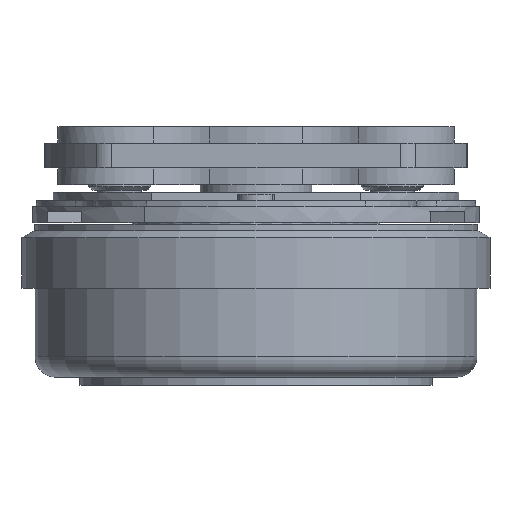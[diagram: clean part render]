
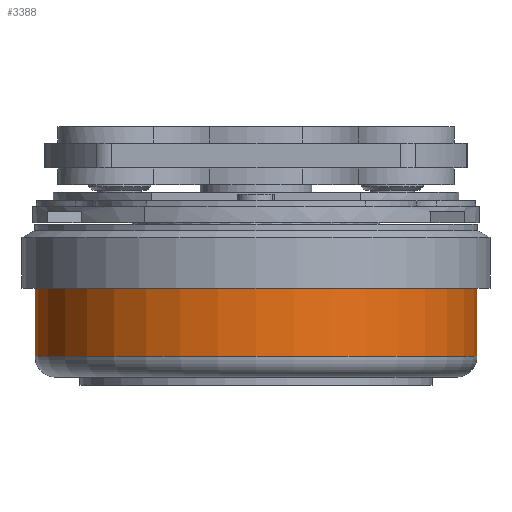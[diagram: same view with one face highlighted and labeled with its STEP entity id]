
A CAD part, front view. The second image highlights one B-rep face of the part: STEP entity #3388.
In plain terms, the highlighted cylindrical face has radius 53.35 mm (diameter 106.7 mm), a partial arc.
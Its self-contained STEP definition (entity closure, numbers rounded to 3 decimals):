
#903 = VERTEX_POINT ( 'NONE', #5302 ) ;
#910 = VERTEX_POINT ( 'NONE', #5344 ) ;
#911 = VERTEX_POINT ( 'NONE', #5334 ) ;
#913 = EDGE_CURVE ( 'NONE', #910, #903, #5327, .T. ) ;
#933 = EDGE_CURVE ( 'NONE', #911, #1015, #5362, .T. ) ;
#1015 = VERTEX_POINT ( 'NONE', #5492 ) ;
#3336 = ORIENTED_EDGE ( 'NONE', *, *, #3337, .T. ) ;
#3337 = EDGE_CURVE ( 'NONE', #903, #1015, #8045, .T. ) ;
#3353 = EDGE_CURVE ( 'NONE', #911, #910, #8209, .T. ) ;
#3388 = ADVANCED_FACE ( 'NONE', ( #8136 ), #8133, .T. ) ;
#3389 = EDGE_LOOP ( 'NONE', ( #3390, #3391, #3392, #3336 ) ) ;
#3390 = ORIENTED_EDGE ( 'NONE', *, *, #933, .F. ) ;
#3391 = ORIENTED_EDGE ( 'NONE', *, *, #3353, .T. ) ;
#3392 = ORIENTED_EDGE ( 'NONE', *, *, #913, .T. ) ;
#5302 = CARTESIAN_POINT ( 'NONE',  ( -53.35, 0., 7. ) ) ;
#5313 = DIRECTION ( 'NONE',  ( 0., 0., -1. ) ) ;
#5314 = VECTOR ( 'NONE', #5313, 1000. ) ;
#5326 = CARTESIAN_POINT ( 'NONE',  ( -53.35, 0., 30.5 ) ) ;
#5327 = LINE ( 'NONE', #5326, #5314 ) ;
#5334 = CARTESIAN_POINT ( 'NONE',  ( 53.35, 0., 23.5 ) ) ;
#5344 = CARTESIAN_POINT ( 'NONE',  ( -53.35, 0., 23.5 ) ) ;
#5361 = CARTESIAN_POINT ( 'NONE',  ( 53.35, 0., 30.5 ) ) ;
#5362 = LINE ( 'NONE', #5361, #5388 ) ;
#5387 = DIRECTION ( 'NONE',  ( 0., 0., -1. ) ) ;
#5388 = VECTOR ( 'NONE', #5387, 1000. ) ;
#5492 = CARTESIAN_POINT ( 'NONE',  ( 53.35, 0., 7. ) ) ;
#8043 = DIRECTION ( 'NONE',  ( 1., 0., 0. ) ) ;
#8044 = AXIS2_PLACEMENT_3D ( 'NONE', #8154, #8226, #8043 ) ;
#8045 = CIRCLE ( 'NONE', #8044, 53.35 ) ;
#8125 = DIRECTION ( 'NONE',  ( 0., 0., -1. ) ) ;
#8126 = CARTESIAN_POINT ( 'NONE',  ( 0., 0., 30.5 ) ) ;
#8127 = AXIS2_PLACEMENT_3D ( 'NONE', #8126, #8125, #8152 ) ;
#8133 = CYLINDRICAL_SURFACE ( 'NONE', #8127, 53.35 ) ;
#8136 = FACE_OUTER_BOUND ( 'NONE', #3389, .T. ) ;
#8152 = DIRECTION ( 'NONE',  ( -1., 0., 0. ) ) ;
#8154 = CARTESIAN_POINT ( 'NONE',  ( 0., 0., 7. ) ) ;
#8205 = DIRECTION ( 'NONE',  ( -1., 0., 0. ) ) ;
#8206 = DIRECTION ( 'NONE',  ( 0., 0., -1. ) ) ;
#8207 = CARTESIAN_POINT ( 'NONE',  ( 0., 0., 23.5 ) ) ;
#8208 = AXIS2_PLACEMENT_3D ( 'NONE', #8207, #8206, #8205 ) ;
#8209 = CIRCLE ( 'NONE', #8208, 53.35 ) ;
#8226 = DIRECTION ( 'NONE',  ( 0., 0., 1. ) ) ;
